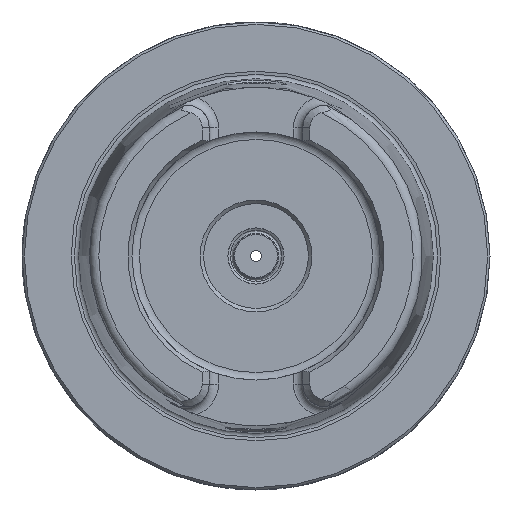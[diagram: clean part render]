
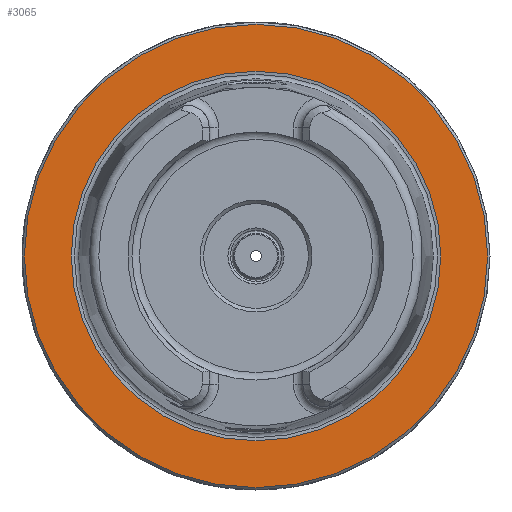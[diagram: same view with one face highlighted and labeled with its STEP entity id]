
A CAD part, left-side view. The second image highlights one B-rep face of the part: STEP entity #3065.
In plain terms, the highlighted planar face has unit normal (-1, 0, 0).
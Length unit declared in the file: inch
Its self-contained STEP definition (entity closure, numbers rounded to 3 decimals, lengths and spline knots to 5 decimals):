
#3031=CARTESIAN_POINT('',(0.0,1.94882,0.));
#3032=VERTEX_POINT('',#3031);
#3033=CARTESIAN_POINT('',(0.0,0.0,0.0));
#3034=DIRECTION('',(1.0,0.0,0.0));
#3035=DIRECTION('',(0.0,-1.0,0.0));
#3036=AXIS2_PLACEMENT_3D('',#3033,#3034,#3035);
#3037=CIRCLE('',#3036,1.94882);
#3038=EDGE_CURVE('',#3032,#3032,#3037,.T.);
#3046=CARTESIAN_POINT('',(0.0,0.98425,0.0));
#3047=DIRECTION('',(-1.0,0.0,0.0));
#3048=DIRECTION('',(0.0,0.0,1.0));
#3049=AXIS2_PLACEMENT_3D('',#3046,#3047,#3048);
#3050=PLANE('',#3049);
#3051=ORIENTED_EDGE('',*,*,#3038,.F.);
#3052=EDGE_LOOP('',(#3051));
#3053=FACE_OUTER_BOUND('',#3052,.T.);
#3054=CARTESIAN_POINT('',(0.0,1.55442,0.0));
#3055=VERTEX_POINT('',#3054);
#3056=CARTESIAN_POINT('',(0.0,0.0,0.0));
#3057=DIRECTION('',(1.0,0.0,0.0));
#3058=DIRECTION('',(0.0,1.0,0.0));
#3059=AXIS2_PLACEMENT_3D('',#3056,#3057,#3058);
#3060=CIRCLE('',#3059,1.55442);
#3061=EDGE_CURVE('',#3055,#3055,#3060,.T.);
#3062=ORIENTED_EDGE('',*,*,#3061,.T.);
#3063=EDGE_LOOP('',(#3062));
#3064=FACE_BOUND('',#3063,.T.);
#3065=ADVANCED_FACE('',(#3053,#3064),#3050,.T.);
